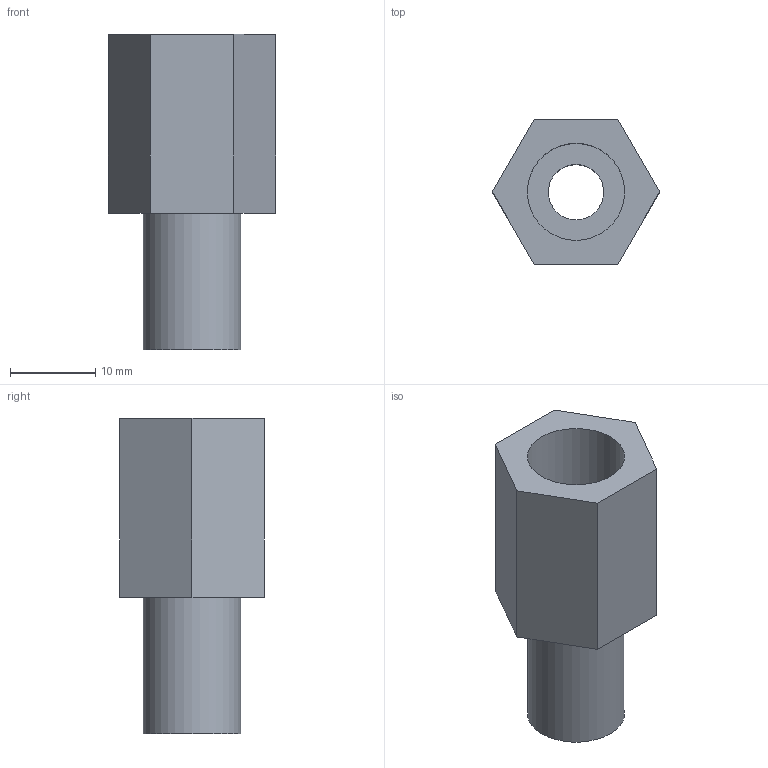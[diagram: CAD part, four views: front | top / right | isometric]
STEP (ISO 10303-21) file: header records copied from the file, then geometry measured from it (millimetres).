
FILE_DESCRIPTION(('FreeCAD Model'),'2;1');
FILE_NAME('Adapter shrader 1-4 pouce sans filetage V2.step','2020-06-18T20:31:06',('Author' ),(''),'Open CASCADE STEP processor 7.3','FreeCAD','Unknown');
FILE_SCHEMA(('AUTOMOTIVE_DESIGN { 1 0 10303 214 1 1 1 1 }'));
Length unit declared in the file: millimetre
Products named in the file (1): Body
Bounding box: 19.63 x 17 x 37 mm (x, y, z)
Volume: 4628 mm3; surface area: 3230.4 mm2
Topology: 1 solids, 1 shells, 14 faces, 29 edges, 19 vertices
Faces by surface type: plane 10, cylinder 4
Full cylindrical faces by diameter (mm): 6.5 x2, 11.4 x2
Entity records: 780 total; most frequent: CARTESIAN_POINT 133, DIRECTION 122, LINE 74, VECTOR 74, ORIENTED_EDGE 58, PCURVE 58, DEFINITIONAL_REPRESENTATION 58, EDGE_CURVE 29
